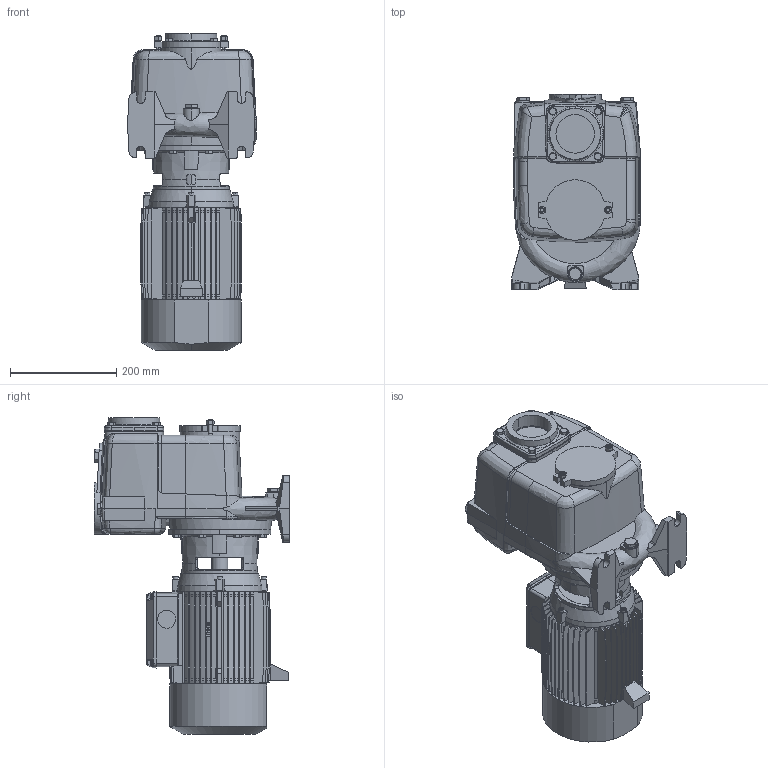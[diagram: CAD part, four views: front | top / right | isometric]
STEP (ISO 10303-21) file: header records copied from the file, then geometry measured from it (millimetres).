
FILE_DESCRIPTION (( 'STEP AP214' ), '1' );
FILE_NAME ('4_93_531_03_REV00.step', '2021-12-13T16:14:24', ( '' ), ( '' ), 'SwSTEP 2.0', 'SolidWorks 2020', '' );
FILE_SCHEMA (( 'AUTOMOTIVE_DESIGN' ));
Length unit declared in the file: millimetre
Products named in the file (2): 4_93_531_03_REV00; Copia di 130947^4_93_531_03_REV00
Assembly tree (1 placements, depth 2):
  4_93_531_03_REV00
    Copia di 130947^4_93_531_03_REV00
Bounding box: 243.01 x 368.34 x 597 mm (x, y, z)
Volume: 19892744.7 mm3; surface area: 1375362.5 mm2
Topology: 32 solids, 32 shells, 3375 faces, 9227 edges, 6032 vertices
Faces by surface type: plane 1388, bspline 1203, cylinder 424, cone 346, sphere 8, torus 6
Entity records: 156735 total; most frequent: CARTESIAN_POINT 78860, ORIENTED_EDGE 18418, DIRECTION 12019, EDGE_CURVE 9209, VERTEX_POINT 6032, LINE 5539, VECTOR 5539, EDGE_LOOP 3567
